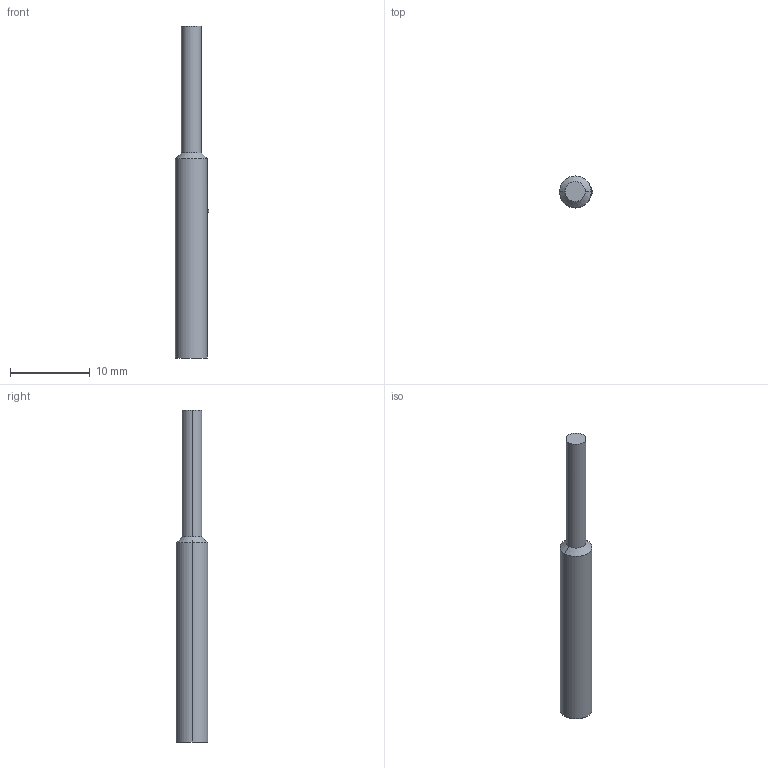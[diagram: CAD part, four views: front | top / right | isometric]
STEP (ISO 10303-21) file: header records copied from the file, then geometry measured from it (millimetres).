
FILE_DESCRIPTION (( 'STEP AP214' ), '1' );
FILE_NAME ('D4.STEP', '2015-09-23T08:20:47', ( '' ), ( '' ), 'SwSTEP 2.0', 'SolidWorks 2013', '' );
FILE_SCHEMA (( 'AUTOMOTIVE_DESIGN' ));
Length unit declared in the file: millimetre
Products named in the file (1): D4
Bounding box: 4.17 x 4 x 41.75 mm (x, y, z)
Volume: 399.4 mm3; surface area: 468.6 mm2
Topology: 1 solids, 1 shells, 14 faces, 25 edges, 14 vertices
Faces by surface type: cylinder 8, plane 3, cone 2, bspline 1
Entity records: 572 total; most frequent: CARTESIAN_POINT 233, DIRECTION 61, ORIENTED_EDGE 50, AXIS2_PLACEMENT_3D 26, EDGE_CURVE 25, EDGE_LOOP 15, VERTEX_POINT 14, ADVANCED_FACE 14
